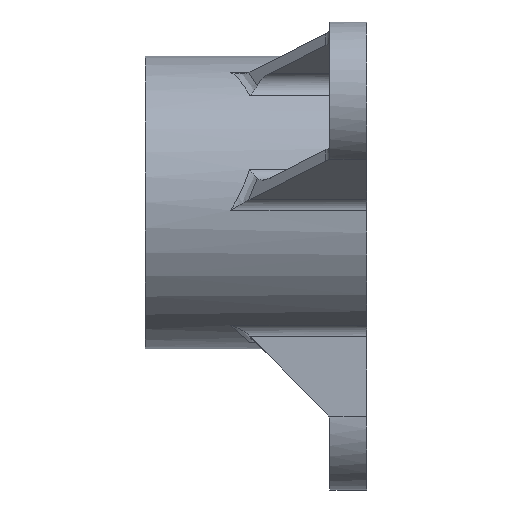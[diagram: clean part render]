
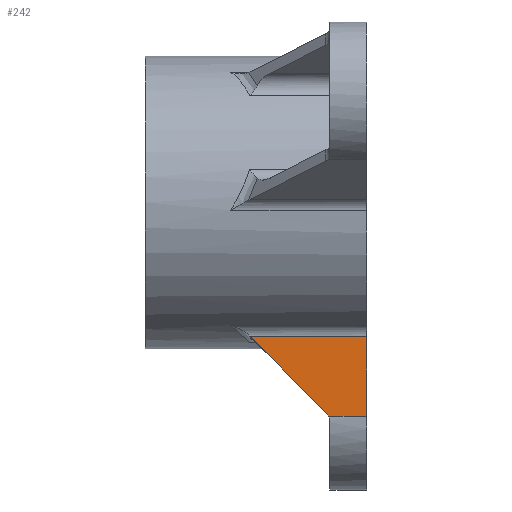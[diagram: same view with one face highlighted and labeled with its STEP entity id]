
A CAD part, left-side view. The second image highlights one B-rep face of the part: STEP entity #242.
In plain terms, the highlighted planar face has unit normal (-1, 0, 0).
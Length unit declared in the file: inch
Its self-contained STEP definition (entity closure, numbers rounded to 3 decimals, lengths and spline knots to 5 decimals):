
#63 = CARTESIAN_POINT ( 'NONE',  ( -0.3327, 0.166, -0.96706 ) ) ;
#143 = CARTESIAN_POINT ( 'NONE',  ( -0.3327, 0.228, -0.99274 ) ) ;
#149 = DIRECTION ( 'NONE',  ( 0., 0., -1. ) ) ;
#175 = LINE ( 'NONE', #1163, #1227 ) ;
#242 = ADVANCED_FACE ( 'NONE', ( #998 ), #535, .F. ) ;
#243 = VECTOR ( 'NONE', #1775, 39.37008 ) ;
#285 = LINE ( 'NONE', #63, #676 ) ;
#357 = DIRECTION ( 'NONE',  ( 0., -0.707, -0.707 ) ) ;
#369 = ORIENTED_EDGE ( 'NONE', *, *, #2116, .T. ) ;
#418 = EDGE_CURVE ( 'NONE', #471, #1736, #2197, .T. ) ;
#471 = VERTEX_POINT ( 'NONE', #2445 ) ;
#535 = PLANE ( 'NONE',  #605 ) ;
#598 = VERTEX_POINT ( 'NONE', #1491 ) ;
#605 = AXIS2_PLACEMENT_3D ( 'NONE', #2121, #1148, #149 ) ;
#622 = CIRCLE ( 'NONE', #878, 0.062 ) ;
#635 = CARTESIAN_POINT ( 'NONE',  ( -0.3327, 0., -0.96706 ) ) ;
#676 = VECTOR ( 'NONE', #1455, 39.37008 ) ;
#717 = DIRECTION ( 'NONE',  ( 0., 0., -1. ) ) ;
#835 = CARTESIAN_POINT ( 'NONE',  ( -0.3327, 0., -0.60667 ) ) ;
#857 = VECTOR ( 'NONE', #1432, 39.37008 ) ;
#878 = AXIS2_PLACEMENT_3D ( 'NONE', #143, #1701, #717 ) ;
#888 = EDGE_CURVE ( 'NONE', #2182, #598, #622, .T. ) ;
#995 = VERTEX_POINT ( 'NONE', #1400 ) ;
#998 = FACE_OUTER_BOUND ( 'NONE', #1980, .T. ) ;
#1021 = ORIENTED_EDGE ( 'NONE', *, *, #1689, .T. ) ;
#1122 = CARTESIAN_POINT ( 'NONE',  ( -0.3327, 0.18416, -0.9489 ) ) ;
#1148 = DIRECTION ( 'NONE',  ( 1., 0., 0. ) ) ;
#1163 = CARTESIAN_POINT ( 'NONE',  ( -0.3327, 0.166, -0.96706 ) ) ;
#1227 = VECTOR ( 'NONE', #357, 39.37008 ) ;
#1241 = ORIENTED_EDGE ( 'NONE', *, *, #418, .T. ) ;
#1367 = ORIENTED_EDGE ( 'NONE', *, *, #2277, .T. ) ;
#1400 = CARTESIAN_POINT ( 'NONE',  ( -0.3327, 0.52639, -0.60667 ) ) ;
#1432 = DIRECTION ( 'NONE',  ( 0., 0., 1. ) ) ;
#1455 = DIRECTION ( 'NONE',  ( 0., -1., 0. ) ) ;
#1491 = CARTESIAN_POINT ( 'NONE',  ( -0.3327, 0.17157, -0.96706 ) ) ;
#1689 = EDGE_CURVE ( 'NONE', #598, #471, #285, .T. ) ;
#1701 = DIRECTION ( 'NONE',  ( 1., 0., 0. ) ) ;
#1736 = VERTEX_POINT ( 'NONE', #835 ) ;
#1775 = DIRECTION ( 'NONE',  ( 0., 1., 0. ) ) ;
#1797 = LINE ( 'NONE', #2568, #243 ) ;
#1956 = ORIENTED_EDGE ( 'NONE', *, *, #888, .T. ) ;
#1980 = EDGE_LOOP ( 'NONE', ( #1241, #1367, #369, #1956, #1021 ) ) ;
#2116 = EDGE_CURVE ( 'NONE', #995, #2182, #175, .T. ) ;
#2121 = CARTESIAN_POINT ( 'NONE',  ( -0.3327, 0.166, -0.96706 ) ) ;
#2182 = VERTEX_POINT ( 'NONE', #1122 ) ;
#2197 = LINE ( 'NONE', #635, #857 ) ;
#2277 = EDGE_CURVE ( 'NONE', #1736, #995, #1797, .T. ) ;
#2445 = CARTESIAN_POINT ( 'NONE',  ( -0.3327, 0., -0.96706 ) ) ;
#2568 = CARTESIAN_POINT ( 'NONE',  ( -0.3327, 0.56101, -0.60667 ) ) ;
